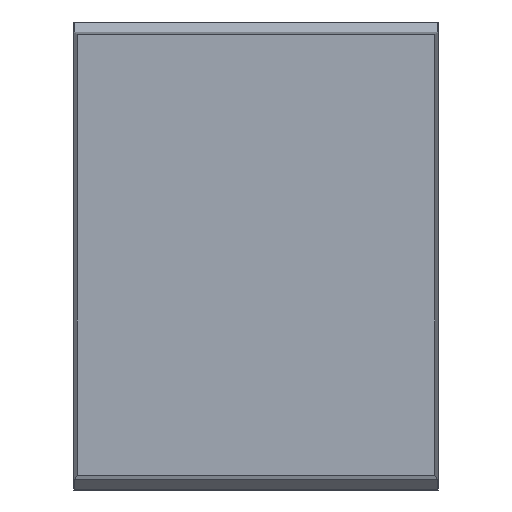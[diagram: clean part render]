
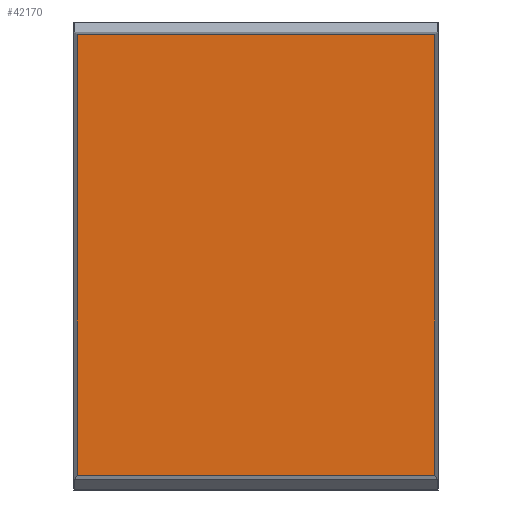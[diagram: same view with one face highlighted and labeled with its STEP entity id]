
A CAD part, top view. The second image highlights one B-rep face of the part: STEP entity #42170.
In plain terms, the highlighted planar face has unit normal (0, 0, 1).
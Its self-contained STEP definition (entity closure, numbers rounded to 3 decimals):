
#35800=CARTESIAN_POINT('',(0.,0.835,83.2));
#35810=DIRECTION('',(1.,0.,0.));
#35820=VECTOR('',#35810,1.);
#35830=LINE('',#35800,#35820);
#35840=CARTESIAN_POINT('',(-5.652,0.835,
83.2));
#35850=VERTEX_POINT('',#35840);
#35860=CARTESIAN_POINT('',(19.913,0.835,
83.2));
#35870=VERTEX_POINT('',#35860);
#35880=EDGE_CURVE('',#35850,#35870,#35830,.T.);
#41870=CARTESIAN_POINT('',(0.,31.372,83.2));
#41880=DIRECTION('',(0.,0.,-1.));
#41890=DIRECTION('',(0.,1.,0.));
#41900=AXIS2_PLACEMENT_3D('',#41870,#41880,#41890);
#41910=PLANE('',#41900);
#41920=CARTESIAN_POINT('',(-5.652,24.,83.2));
#41930=DIRECTION('',(0.,-1.,0.));
#41940=VECTOR('',#41930,1.);
#41950=LINE('',#41920,#41940);
#41960=CARTESIAN_POINT('',(-5.652,32.365,
83.2));
#41970=VERTEX_POINT('',#41960);
#41980=EDGE_CURVE('',#41970,#35850,#41950,.T.);
#41990=ORIENTED_EDGE('',*,*,#41980,.T.);
#42000=CARTESIAN_POINT('',(0.,32.365,83.2));
#42010=DIRECTION('',(-1.,0.,0.));
#42020=VECTOR('',#42010,1.);
#42030=LINE('',#42000,#42020);
#42040=CARTESIAN_POINT('',(19.913,32.365,
83.2));
#42050=VERTEX_POINT('',#42040);
#42060=EDGE_CURVE('',#42050,#41970,#42030,.T.);
#42070=ORIENTED_EDGE('',*,*,#42060,.T.);
#42080=CARTESIAN_POINT('',(19.913,24.,83.2));
#42090=DIRECTION('',(0.,-1.,0.));
#42100=VECTOR('',#42090,1.);
#42110=LINE('',#42080,#42100);
#42120=EDGE_CURVE('',#42050,#35870,#42110,.T.);
#42130=ORIENTED_EDGE('',*,*,#42120,.F.);
#42140=ORIENTED_EDGE('',*,*,#35880,.T.);
#42150=EDGE_LOOP('',(#42140,#42130,#42070,#41990));
#42160=FACE_OUTER_BOUND('',#42150,.T.);
#42170=ADVANCED_FACE('',(#42160),#41910,.F.);
